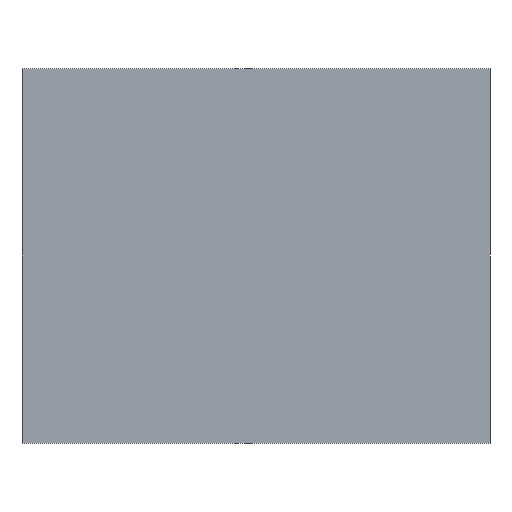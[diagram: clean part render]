
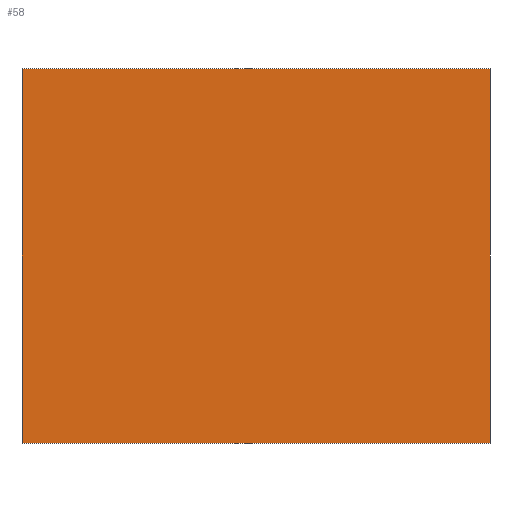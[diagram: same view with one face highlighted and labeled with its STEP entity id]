
A CAD part, front view. The second image highlights one B-rep face of the part: STEP entity #58.
In plain terms, the highlighted planar face has unit normal (0, -1, 0).
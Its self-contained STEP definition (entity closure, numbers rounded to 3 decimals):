
#2 = CARTESIAN_POINT ( 'NONE',  ( 0., 0., 0. ) ) ;
#14 = VECTOR ( 'NONE', #118, 1000. ) ;
#15 = VERTEX_POINT ( 'NONE', #123 ) ;
#26 = CARTESIAN_POINT ( 'NONE',  ( 0., 0., 20. ) ) ;
#30 = PLANE ( 'NONE',  #218 ) ;
#33 = VECTOR ( 'NONE', #162, 1000. ) ;
#38 = ORIENTED_EDGE ( 'NONE', *, *, #180, .F. ) ;
#39 = VERTEX_POINT ( 'NONE', #202 ) ;
#41 = VECTOR ( 'NONE', #112, 1000. ) ;
#47 = CARTESIAN_POINT ( 'NONE',  ( 0., 0., 0. ) ) ;
#51 = CARTESIAN_POINT ( 'NONE',  ( 25., 0., 20. ) ) ;
#58 = ADVANCED_FACE ( 'NONE', ( #168 ), #30, .F. ) ;
#60 = LINE ( 'NONE', #175, #14 ) ;
#62 = VERTEX_POINT ( 'NONE', #141 ) ;
#63 = ORIENTED_EDGE ( 'NONE', *, *, #77, .F. ) ;
#66 = CARTESIAN_POINT ( 'NONE',  ( 0., 0., 0. ) ) ;
#77 = EDGE_CURVE ( 'NONE', #15, #62, #188, .T. ) ;
#81 = DIRECTION ( 'NONE',  ( 0., 1., 0. ) ) ;
#83 = VECTOR ( 'NONE', #211, 1000. ) ;
#98 = VERTEX_POINT ( 'NONE', #47 ) ;
#112 = DIRECTION ( 'NONE',  ( 0., 0., 1. ) ) ;
#118 = DIRECTION ( 'NONE',  ( -1., 0., 0. ) ) ;
#123 = CARTESIAN_POINT ( 'NONE',  ( 0., 0., 20. ) ) ;
#141 = CARTESIAN_POINT ( 'NONE',  ( 25., 0., 20. ) ) ;
#146 = EDGE_LOOP ( 'NONE', ( #63, #163, #38, #216 ) ) ;
#162 = DIRECTION ( 'NONE',  ( 1., 0., 0. ) ) ;
#163 = ORIENTED_EDGE ( 'NONE', *, *, #174, .F. ) ;
#168 = FACE_OUTER_BOUND ( 'NONE', #146, .T. ) ;
#174 = EDGE_CURVE ( 'NONE', #98, #15, #223, .T. ) ;
#175 = CARTESIAN_POINT ( 'NONE',  ( 25., 0., 0. ) ) ;
#178 = DIRECTION ( 'NONE',  ( 1., 0., 0. ) ) ;
#180 = EDGE_CURVE ( 'NONE', #39, #98, #60, .T. ) ;
#188 = LINE ( 'NONE', #26, #33 ) ;
#202 = CARTESIAN_POINT ( 'NONE',  ( 25., 0., 0. ) ) ;
#205 = EDGE_CURVE ( 'NONE', #62, #39, #226, .T. ) ;
#211 = DIRECTION ( 'NONE',  ( 0., 0., -1. ) ) ;
#216 = ORIENTED_EDGE ( 'NONE', *, *, #205, .F. ) ;
#218 = AXIS2_PLACEMENT_3D ( 'NONE', #2, #81, #178 ) ;
#223 = LINE ( 'NONE', #66, #41 ) ;
#226 = LINE ( 'NONE', #51, #83 ) ;
